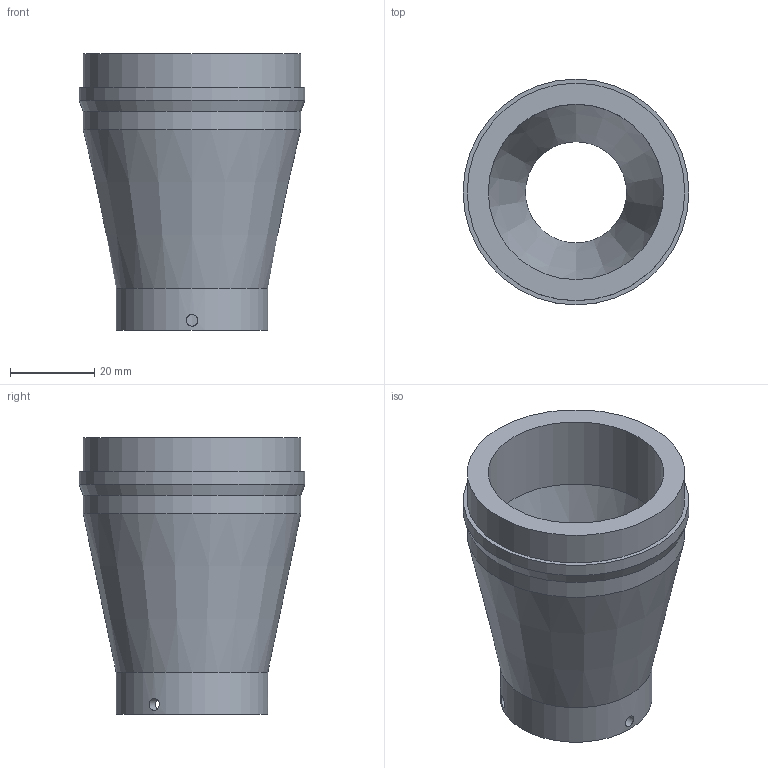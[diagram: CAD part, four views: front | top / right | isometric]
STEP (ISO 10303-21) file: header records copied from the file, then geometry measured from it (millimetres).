
FILE_DESCRIPTION(/* description */ (''),/* implementation_level */ '2;1');
FILE_NAME(/* name */ '00_Zeiss_Daheng_Adapter.stp',/* time_stamp */ '2024-04-11T17:15:32+02:00',/* author */ ('diederichbenedict'),/* organization */ (''),/* preprocessor_version */ 'ST-DEVELOPER v20',/* originating_system */ 'Autodesk Inventor 2024',/* authorisation */ '');
FILE_SCHEMA (('AUTOMOTIVE_DESIGN { 1 0 10303 214 3 1 1 }'));
Length unit declared in the file: millimetre
Products named in the file (1): 00_Zeiss_Daheng_Adapter
Bounding box: 53.6 x 53.6 x 65.6 mm (x, y, z)
Volume: 42936.6 mm3; surface area: 18075 mm2
Topology: 1 solids, 1 shells, 17 faces, 39 edges, 24 vertices
Faces by surface type: cylinder 10, plane 4, cone 3
Full cylindrical faces by diameter (mm): 2.8 x3, 24 x1, 30 x1, 36 x1, 41.6 x1, 51.6 x2, 53.6 x1
Entity records: 720 total; most frequent: CARTESIAN_POINT 283, DIRECTION 79, ORIENTED_EDGE 78, EDGE_CURVE 39, AXIS2_PLACEMENT_3D 32, EDGE_LOOP 25, VERTEX_POINT 24, FACE_OUTER_BOUND 17
